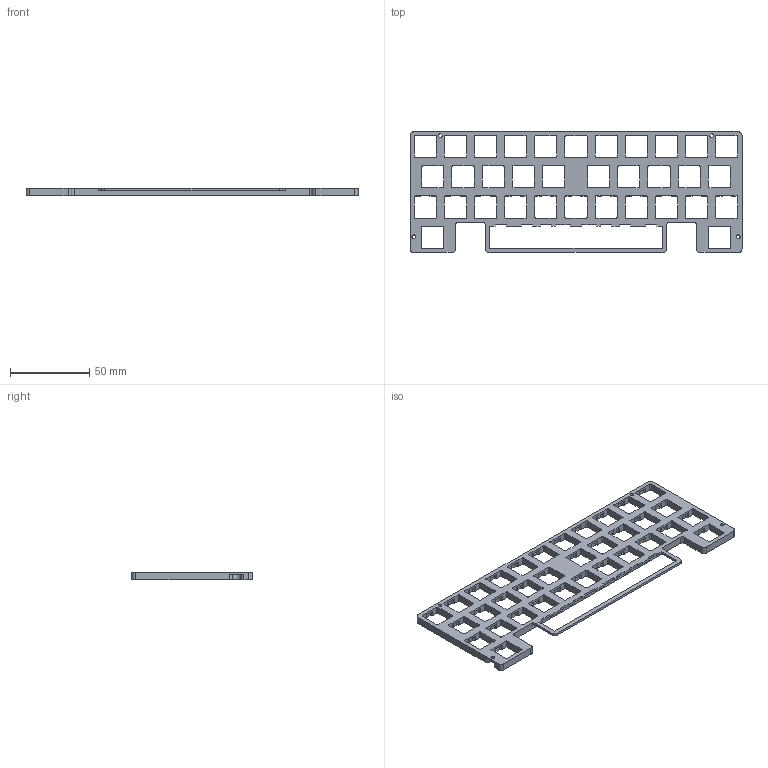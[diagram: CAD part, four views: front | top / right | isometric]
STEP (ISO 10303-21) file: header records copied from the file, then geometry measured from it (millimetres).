
FILE_DESCRIPTION(/* description */ (''),/* implementation_level */ '2;1');
FILE_NAME(/* name */ 'wkl plate treadstone 1u.step',/* time_stamp */ '2024-05-16T11:01:01-04:00',/* author */ (''),/* organization */ (''),/* preprocessor_version */ 'ST-DEVELOPER v20',/* originating_system */ 'Autodesk Translation Framework v12.20.1.177',/* authorisation */ '');
FILE_SCHEMA (('AUTOMOTIVE_DESIGN { 1 0 10303 214 3 1 1 }'));
Length unit declared in the file: millimetre
Products named in the file (1): wkl plate
Bounding box: 209.8 x 76.45 x 4.75 mm (x, y, z)
Volume: 30284.3 mm3; surface area: 26640.2 mm2
Topology: 1 solids, 1 shells, 764 faces, 2292 edges, 1528 vertices
Faces by surface type: cylinder 430, plane 334
Full cylindrical faces by diameter (mm): 2.3 x4
Entity records: 26256 total; most frequent: DIRECTION 4684, CARTESIAN_POINT 4585, ORIENTED_EDGE 4584, EDGE_CURVE 2292, AXIS2_PLACEMENT_3D 1627, VERTEX_POINT 1528, LINE 1430, VECTOR 1430
